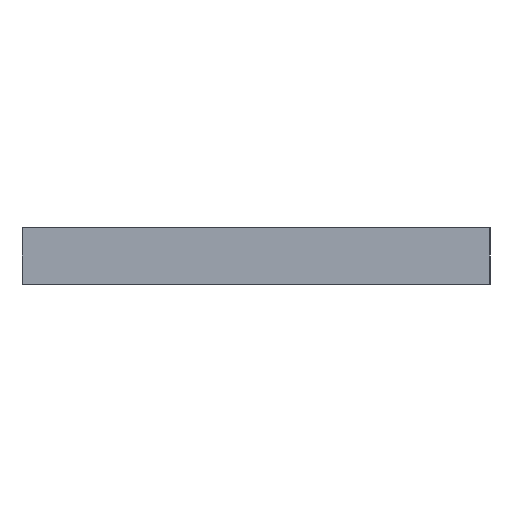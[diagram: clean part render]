
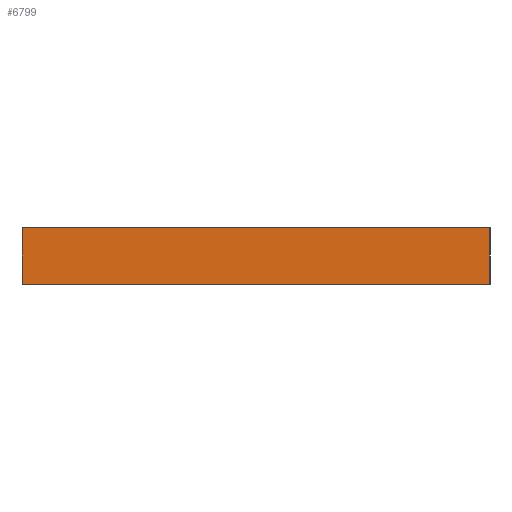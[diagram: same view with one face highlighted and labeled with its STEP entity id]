
A CAD part, left-side view. The second image highlights one B-rep face of the part: STEP entity #6799.
In plain terms, the highlighted planar face has unit normal (-1, 0, 0).
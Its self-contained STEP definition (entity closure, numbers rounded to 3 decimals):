
#453 = CARTESIAN_POINT ( 'NONE',  ( -50., -50., 0. ) ) ;
#752 = LINE ( 'NONE', #753, #754 ) ;
#753 = CARTESIAN_POINT ( 'NONE',  ( -50., -50., 12. ) ) ;
#754 = VECTOR ( 'NONE', #755, 1000. ) ;
#755 = DIRECTION ( 'NONE',  ( 0., 0., -1. ) ) ;
#2249 = LINE ( 'NONE', #2250, #2251 ) ;
#2250 = CARTESIAN_POINT ( 'NONE',  ( -50., 50., 12. ) ) ;
#2251 = VECTOR ( 'NONE', #2252, 1000. ) ;
#2252 = DIRECTION ( 'NONE',  ( 0., -1., 0. ) ) ;
#2556 = LINE ( 'NONE', #2557, #2558 ) ;
#2557 = CARTESIAN_POINT ( 'NONE',  ( -50., 50., 12. ) ) ;
#2558 = VECTOR ( 'NONE', #2559, 1000. ) ;
#2559 = DIRECTION ( 'NONE',  ( 0., 0., -1. ) ) ;
#2837 = FACE_OUTER_BOUND ( 'NONE', #5337, .T. ) ;
#2838 = PLANE ( 'NONE',  #2839 ) ;
#2839 = AXIS2_PLACEMENT_3D ( 'NONE', #2840, #2841, #2842 ) ;
#2840 = CARTESIAN_POINT ( 'NONE',  ( -50., 50., 12. ) ) ;
#2841 = DIRECTION ( 'NONE',  ( 1., 0., 0. ) ) ;
#2842 = DIRECTION ( 'NONE',  ( 0., 1., 0. ) ) ;
#3607 = VERTEX_POINT ( 'NONE', #453 ) ;
#4039 = ORIENTED_EDGE ( 'NONE', *, *, #4194, .F. ) ;
#4194 = EDGE_CURVE ( 'NONE', #5817, #3607, #752, .T. ) ;
#4850 = CARTESIAN_POINT ( 'NONE',  ( -50., 50., 12. ) ) ;
#4873 = CARTESIAN_POINT ( 'NONE',  ( -50., -50., 12. ) ) ;
#5209 = EDGE_CURVE ( 'NONE', #5801, #5817, #2249, .T. ) ;
#5337 = EDGE_LOOP ( 'NONE', ( #6125, #4039, #8608, #6703 ) ) ;
#5801 = VERTEX_POINT ( 'NONE', #4850 ) ;
#5817 = VERTEX_POINT ( 'NONE', #4873 ) ;
#6125 = ORIENTED_EDGE ( 'NONE', *, *, #6176, .T. ) ;
#6176 = EDGE_CURVE ( 'NONE', #6220, #3607, #8866, .T. ) ;
#6220 = VERTEX_POINT ( 'NONE', #9031 ) ;
#6703 = ORIENTED_EDGE ( 'NONE', *, *, #6734, .T. ) ;
#6734 = EDGE_CURVE ( 'NONE', #5801, #6220, #2556, .T. ) ;
#6799 = ADVANCED_FACE ( 'NONE', ( #2837 ), #2838, .F. ) ;
#8608 = ORIENTED_EDGE ( 'NONE', *, *, #5209, .F. ) ;
#8866 = LINE ( 'NONE', #8867, #8868 ) ;
#8867 = CARTESIAN_POINT ( 'NONE',  ( -50., 50., 0. ) ) ;
#8868 = VECTOR ( 'NONE', #8869, 1000. ) ;
#8869 = DIRECTION ( 'NONE',  ( 0., -1., 0. ) ) ;
#9031 = CARTESIAN_POINT ( 'NONE',  ( -50., 50., 0. ) ) ;
